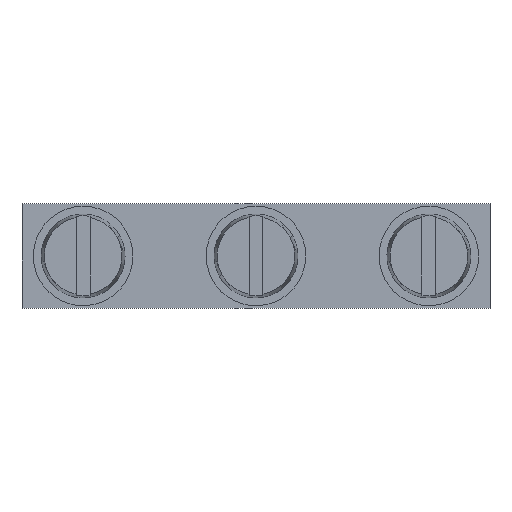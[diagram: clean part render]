
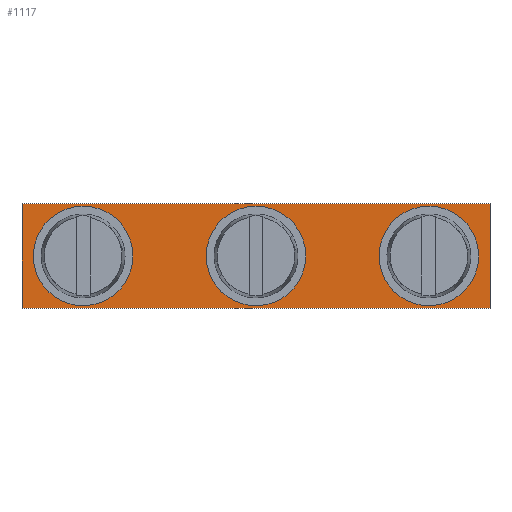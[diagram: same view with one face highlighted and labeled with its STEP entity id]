
A CAD part, top view. The second image highlights one B-rep face of the part: STEP entity #1117.
In plain terms, the highlighted planar face has unit normal (0, 0, 1).
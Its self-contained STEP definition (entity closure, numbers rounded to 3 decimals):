
#982=AXIS2_PLACEMENT_3D('Circle Axis2P3D',#980,#981,$) ;
#1018=AXIS2_PLACEMENT_3D('Plane Axis2P3D',#1015,#1016,#1017) ;
#1083=AXIS2_PLACEMENT_3D('Circle Axis2P3D',#1081,#1082,$) ;
#1092=AXIS2_PLACEMENT_3D('Circle Axis2P3D',#1090,#1091,$) ;
#1101=AXIS2_PLACEMENT_3D('Circle Axis2P3D',#1099,#1100,$) ;
#1110=AXIS2_PLACEMENT_3D('Circle Axis2P3D',#1108,#1109,$) ;
#980=CARTESIAN_POINT('Axis2P3D Location',(3.5,3.,19.8)) ;
#984=CARTESIAN_POINT('Vertex',(5.036,2.161,19.8)) ;
#986=CARTESIAN_POINT('Vertex',(1.964,3.839,19.8)) ;
#1015=CARTESIAN_POINT('Axis2P3D Location',(0.,0.,19.8)) ;
#1020=CARTESIAN_POINT('Line Origine',(13.4,0.,19.8)) ;
#1024=CARTESIAN_POINT('Vertex',(0.,0.,19.8)) ;
#1026=CARTESIAN_POINT('Vertex',(26.8,0.,19.8)) ;
#1029=CARTESIAN_POINT('Line Origine',(26.8,3.,19.8)) ;
#1033=CARTESIAN_POINT('Vertex',(26.8,6.,19.8)) ;
#1036=CARTESIAN_POINT('Line Origine',(13.4,6.,19.8)) ;
#1040=CARTESIAN_POINT('Vertex',(0.,6.,19.8)) ;
#1043=CARTESIAN_POINT('Line Origine',(0.,3.,19.8)) ;
#1055=CARTESIAN_POINT('Control Point',(5.036,2.161,19.8)) ;
#1056=CARTESIAN_POINT('Control Point',(4.943,1.99,19.8)) ;
#1057=CARTESIAN_POINT('Control Point',(4.826,1.833,19.8)) ;
#1058=CARTESIAN_POINT('Control Point',(4.687,1.692,19.8)) ;
#1059=CARTESIAN_POINT('Control Point',(4.376,1.454,19.8)) ;
#1060=CARTESIAN_POINT('Control Point',(4.011,1.309,19.8)) ;
#1061=CARTESIAN_POINT('Control Point',(3.819,1.263,19.8)) ;
#1062=CARTESIAN_POINT('Control Point',(3.429,1.224,19.8)) ;
#1063=CARTESIAN_POINT('Control Point',(3.042,1.294,19.8)) ;
#1064=CARTESIAN_POINT('Control Point',(2.855,1.356,19.8)) ;
#1065=CARTESIAN_POINT('Control Point',(2.503,1.529,19.8)) ;
#1066=CARTESIAN_POINT('Control Point',(2.211,1.792,19.8)) ;
#1067=CARTESIAN_POINT('Control Point',(2.085,1.943,19.8)) ;
#1068=CARTESIAN_POINT('Control Point',(1.877,2.276,19.8)) ;
#1069=CARTESIAN_POINT('Control Point',(1.768,2.653,19.8)) ;
#1070=CARTESIAN_POINT('Control Point',(1.74,2.848,19.8)) ;
#1071=CARTESIAN_POINT('Control Point',(1.74,3.173,19.8)) ;
#1072=CARTESIAN_POINT('Control Point',(1.812,3.488,19.8)) ;
#1073=CARTESIAN_POINT('Control Point',(1.852,3.61,19.8)) ;
#1074=CARTESIAN_POINT('Control Point',(1.903,3.727,19.8)) ;
#1075=CARTESIAN_POINT('Control Point',(1.964,3.839,19.8)) ;
#1081=CARTESIAN_POINT('Axis2P3D Location',(13.4,3.,19.8)) ;
#1085=CARTESIAN_POINT('Vertex',(14.936,2.161,19.8)) ;
#1087=CARTESIAN_POINT('Vertex',(11.864,3.839,19.8)) ;
#1090=CARTESIAN_POINT('Axis2P3D Location',(13.4,3.,19.8)) ;
#1099=CARTESIAN_POINT('Axis2P3D Location',(23.3,3.,19.8)) ;
#1103=CARTESIAN_POINT('Vertex',(24.836,2.161,19.8)) ;
#1105=CARTESIAN_POINT('Vertex',(21.764,3.839,19.8)) ;
#1108=CARTESIAN_POINT('Axis2P3D Location',(23.3,3.,19.8)) ;
#981=DIRECTION('Axis2P3D Direction',(0.,-0.,-1.)) ;
#1016=DIRECTION('Axis2P3D Direction',(0.,0.,1.)) ;
#1017=DIRECTION('Axis2P3D XDirection',(1.,0.,0.)) ;
#1021=DIRECTION('Vector Direction',(1.,0.,0.)) ;
#1030=DIRECTION('Vector Direction',(0.,1.,0.)) ;
#1037=DIRECTION('Vector Direction',(-1.,0.,0.)) ;
#1044=DIRECTION('Vector Direction',(0.,-1.,0.)) ;
#1082=DIRECTION('Axis2P3D Direction',(0.,0.,1.)) ;
#1091=DIRECTION('Axis2P3D Direction',(0.,0.,1.)) ;
#1100=DIRECTION('Axis2P3D Direction',(0.,0.,1.)) ;
#1109=DIRECTION('Axis2P3D Direction',(0.,0.,1.)) ;
#1022=VECTOR('Line Direction',#1021,1.) ;
#1031=VECTOR('Line Direction',#1030,1.) ;
#1038=VECTOR('Line Direction',#1037,1.) ;
#1045=VECTOR('Line Direction',#1044,1.) ;
#1049=ORIENTED_EDGE('',*,*,#1028,.T.) ;
#1050=ORIENTED_EDGE('',*,*,#1035,.T.) ;
#1051=ORIENTED_EDGE('',*,*,#1042,.T.) ;
#1052=ORIENTED_EDGE('',*,*,#1047,.T.) ;
#1078=ORIENTED_EDGE('',*,*,#1076,.F.) ;
#1079=ORIENTED_EDGE('',*,*,#988,.F.) ;
#1096=ORIENTED_EDGE('',*,*,#1089,.F.) ;
#1097=ORIENTED_EDGE('',*,*,#1094,.F.) ;
#1114=ORIENTED_EDGE('',*,*,#1107,.F.) ;
#1115=ORIENTED_EDGE('',*,*,#1112,.F.) ;
#1080=FACE_BOUND('',#1077,.T.) ;
#1098=FACE_BOUND('',#1095,.T.) ;
#1116=FACE_BOUND('',#1113,.T.) ;
#1117=ADVANCED_FACE('QL 3 SAK10.1\\Body.2',(#1053,#1080,#1098,#1116),#1019,.T.) ;
#1054=B_SPLINE_CURVE_WITH_KNOTS('',5,(#1055,#1056,#1057,#1058,#1059,#1060,#1061,#1062,#1063,#1064,#1065,#1066,#1067,#1068,#1069,#1070,#1071,#1072,#1073,#1074,#1075),.UNSPECIFIED.,.F.,.U.,(6,3,3,3,3,3,6),(0.,1.375,2.749,4.124,5.499,6.874,7.775),.UNSPECIFIED.) ;
#983=CIRCLE('generated circle',#982,1.75) ;
#1084=CIRCLE('generated circle',#1083,1.75) ;
#1093=CIRCLE('generated circle',#1092,1.75) ;
#1102=CIRCLE('generated circle',#1101,1.75) ;
#1111=CIRCLE('generated circle',#1110,1.75) ;
#988=EDGE_CURVE('',#985,#987,#983,.F.) ;
#1028=EDGE_CURVE('',#1025,#1027,#1023,.T.) ;
#1035=EDGE_CURVE('',#1027,#1034,#1032,.T.) ;
#1042=EDGE_CURVE('',#1034,#1041,#1039,.T.) ;
#1047=EDGE_CURVE('',#1041,#1025,#1046,.T.) ;
#1076=EDGE_CURVE('',#987,#985,#1054,.F.) ;
#1089=EDGE_CURVE('',#1086,#1088,#1084,.T.) ;
#1094=EDGE_CURVE('',#1088,#1086,#1093,.T.) ;
#1107=EDGE_CURVE('',#1104,#1106,#1102,.T.) ;
#1112=EDGE_CURVE('',#1106,#1104,#1111,.T.) ;
#1048=EDGE_LOOP('',(#1049,#1050,#1051,#1052)) ;
#1077=EDGE_LOOP('',(#1078,#1079)) ;
#1095=EDGE_LOOP('',(#1096,#1097)) ;
#1113=EDGE_LOOP('',(#1114,#1115)) ;
#1053=FACE_OUTER_BOUND('',#1048,.T.) ;
#1023=LINE('Line',#1020,#1022) ;
#1032=LINE('Line',#1029,#1031) ;
#1039=LINE('Line',#1036,#1038) ;
#1046=LINE('Line',#1043,#1045) ;
#1019=PLANE('',#1018) ;
#985=VERTEX_POINT('',#984) ;
#987=VERTEX_POINT('',#986) ;
#1025=VERTEX_POINT('',#1024) ;
#1027=VERTEX_POINT('',#1026) ;
#1034=VERTEX_POINT('',#1033) ;
#1041=VERTEX_POINT('',#1040) ;
#1086=VERTEX_POINT('',#1085) ;
#1088=VERTEX_POINT('',#1087) ;
#1104=VERTEX_POINT('',#1103) ;
#1106=VERTEX_POINT('',#1105) ;
